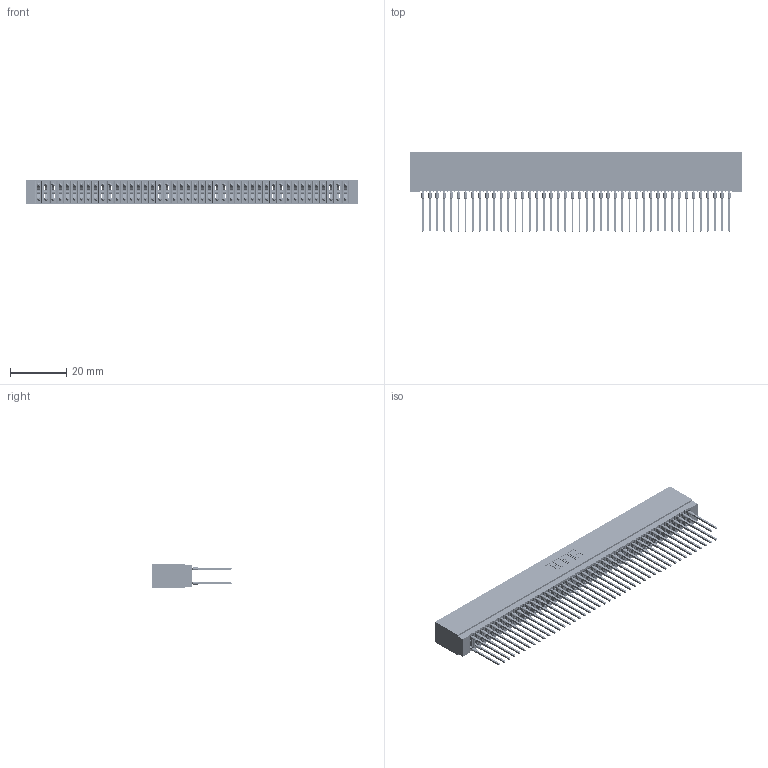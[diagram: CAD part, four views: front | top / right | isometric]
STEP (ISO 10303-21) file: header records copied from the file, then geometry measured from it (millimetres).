
FILE_DESCRIPTION (( 'STEP AP203' ), '1' );
FILE_NAME ('725-088-540-201.STEP', '2026-02-24T19:23:21', ( '' ), ( '' ), 'SwSTEP 2.0', 'SolidWorks 2023', '' );
FILE_SCHEMA (( 'CONFIG_CONTROL_DESIGN' ));
Length unit declared in the file: millimetre
Products named in the file (3): 725 Part_Insulator Option - 01; 745-292-001_540; 725-088-540-201
Assembly tree (89 placements, depth 2):
  725-088-540-201
    725 Part_Insulator Option - 01
    745-292-001_540  x88
Bounding box: 118.36 x 28.21 x 8.89 mm (x, y, z)
Volume: 9636.3 mm3; surface area: 21418.4 mm2
Topology: 89 solids, 89 shells, 7971 faces, 21418 edges, 13456 vertices
Faces by surface type: plane 4103, bspline 1760, cylinder 1580, torus 528
Entity records: 73766 total; most frequent: CARTESIAN_POINT 13295, ORIENTED_EDGE 12734, DIRECTION 11125, EDGE_CURVE 6367, LINE 5921, VECTOR 5921, VERTEX_POINT 4060, AXIS2_PLACEMENT_3D 2602
